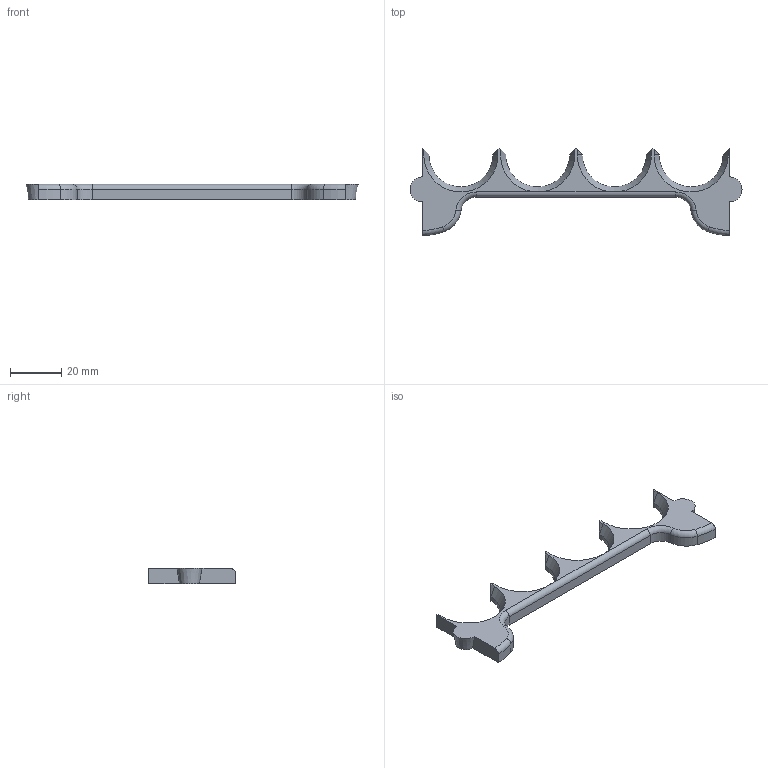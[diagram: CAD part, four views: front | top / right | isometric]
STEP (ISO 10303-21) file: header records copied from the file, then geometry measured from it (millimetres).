
FILE_DESCRIPTION(/* description */ (''),/* implementation_level */ '2;1');
FILE_NAME(/* name */ 'ATC_guide_out_figures_part 2.step',/* time_stamp */ '2021-03-21T00:09:07+01:00',/* author */ (''),/* organization */ (''),/* preprocessor_version */ 'ST-DEVELOPER v18.1',/* originating_system */ 'Autodesk Translation Framework v9.10.0.1330',/* authorisation */ '');
FILE_SCHEMA (('AUTOMOTIVE_DESIGN { 1 0 10303 214 3 1 1 }'));
Length unit declared in the file: millimetre
Products named in the file (1): ATC_guide_out_figures
Bounding box: 129.8 x 34 x 6 mm (x, y, z)
Volume: 7423.4 mm3; surface area: 5304.2 mm2
Topology: 1 solids, 1 shells, 65 faces, 167 edges, 106 vertices
Faces by surface type: plane 40, cylinder 13, torus 6, cone 6
Full cylindrical faces by diameter (mm): 10.5 x2
Entity records: 1994 total; most frequent: DIRECTION 347, CARTESIAN_POINT 339, ORIENTED_EDGE 334, EDGE_CURVE 167, LINE 119, VECTOR 119, AXIS2_PLACEMENT_3D 114, VERTEX_POINT 106
